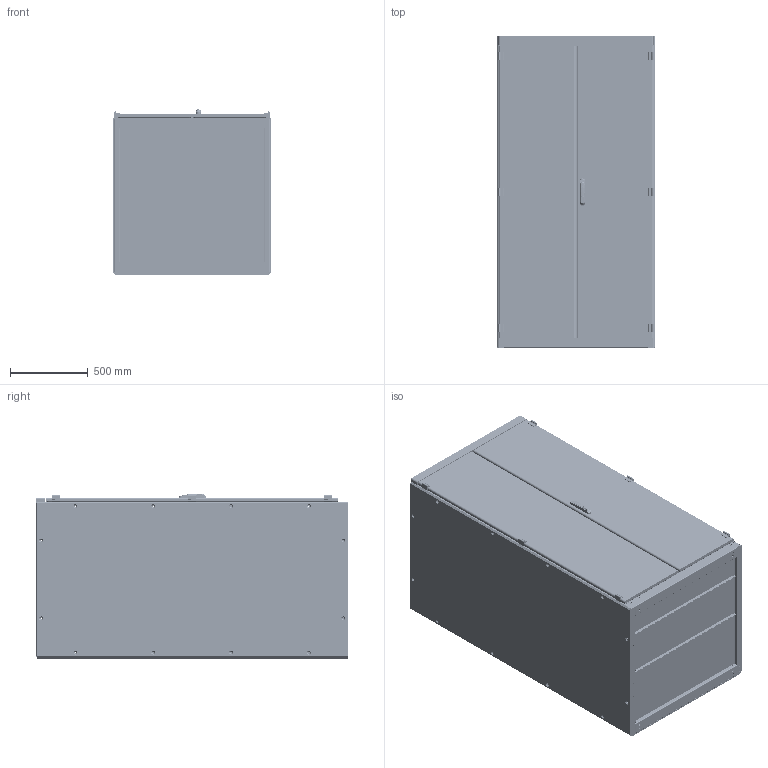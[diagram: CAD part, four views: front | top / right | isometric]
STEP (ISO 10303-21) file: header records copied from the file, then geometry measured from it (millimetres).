
FILE_DESCRIPTION(('STEP AP214'),'1');
FILE_NAME('cctmp_063FCBA8-063A-4D39-BEDC-19AA4A178AE9_2023_07_24_05_15_27_0377..stp','2023-07-24T03:15:33',('SIEMENS A&D'),('CADClick - www.CADClick.com'),'Spatial InterOp 3D postprocessed',' ','unknown authorization');
FILE_SCHEMA(('AUTOMOTIVE_DESIGN'));
Length unit declared in the file: millimetre
Products named in the file (28): cc_unnamed; 2023_07_24_05_15_27_0158; 2023_07_24_05_15_27_0127; 2023_07_24_05_15_27_0096; 2023_07_24_05_15_27_0065; 2023_07_24_05_15_27_0033; 2023_07_24_05_15_27_0002; 2023_07_24_05_15_26_0971; 2023_07_24_05_15_26_0940; 2023_07_24_05_15_26_0908; 2023_07_24_05_15_26_0877; 2023_07_24_05_15_26_0846; 2023_07_24_05_15_26_0815; 2023_07_24_05_15_26_0783; 2023_07_24_05_15_26_0766; 2023_07_24_05_15_26_0735; 2023_07_24_05_15_26_0704; 2023_07_24_05_15_26_0673; 2023_07_24_05_15_26_0641; 2023_07_24_05_15_26_0610; 2023_07_24_05_15_26_0579; 2023_07_24_05_15_26_0548; 2023_07_24_05_15_26_0516; 2023_07_24_05_15_26_0485; 2023_07_24_05_15_26_0454; 2023_07_24_05_15_26_0423; 2023_07_24_05_15_26_0391; 2023_07_24_05_15_26_0360
Assembly tree (27 placements, depth 2):
  cc_unnamed
    2023_07_24_05_15_27_0158
    2023_07_24_05_15_27_0127
    2023_07_24_05_15_27_0096
    2023_07_24_05_15_27_0065
    2023_07_24_05_15_27_0033
    2023_07_24_05_15_27_0002
    2023_07_24_05_15_26_0971
    2023_07_24_05_15_26_0940
    2023_07_24_05_15_26_0908
    2023_07_24_05_15_26_0877
    2023_07_24_05_15_26_0846
    2023_07_24_05_15_26_0815
    2023_07_24_05_15_26_0783
    2023_07_24_05_15_26_0766
    2023_07_24_05_15_26_0735
    2023_07_24_05_15_26_0704
    2023_07_24_05_15_26_0673
    2023_07_24_05_15_26_0641
    2023_07_24_05_15_26_0610
    2023_07_24_05_15_26_0579
    2023_07_24_05_15_26_0548
    2023_07_24_05_15_26_0516
    2023_07_24_05_15_26_0485
    2023_07_24_05_15_26_0454
    2023_07_24_05_15_26_0423
    2023_07_24_05_15_26_0391
    2023_07_24_05_15_26_0360
Bounding box: 1018 x 2001.5 x 1062.15 mm (x, y, z)
Volume: 107180805.3 mm3; surface area: 29343845.9 mm2
Topology: 27 solids, 27 shells, 6417 faces, 18539 edges, 12297 vertices
Faces by surface type: cylinder 5077, plane 1219, cone 76, torus 38, bspline 7
Entity records: 246881 total; most frequent: DIRECTION 41803, CARTESIAN_POINT 38688, ORIENTED_EDGE 37078, EDGE_CURVE 18539, AXIS2_PLACEMENT_3D 16872, VERTEX_POINT 12303, EDGE_LOOP 11106, CIRCLE 10356
